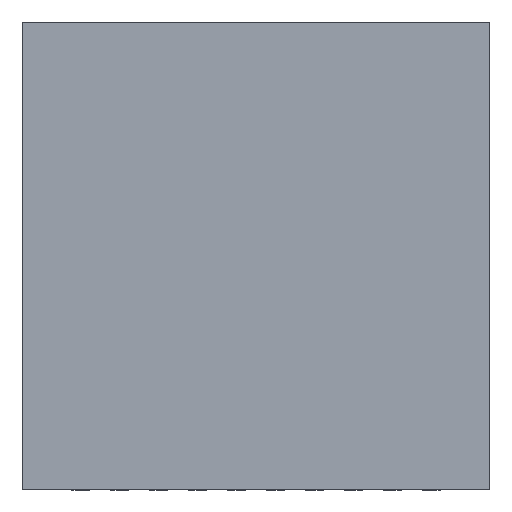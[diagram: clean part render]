
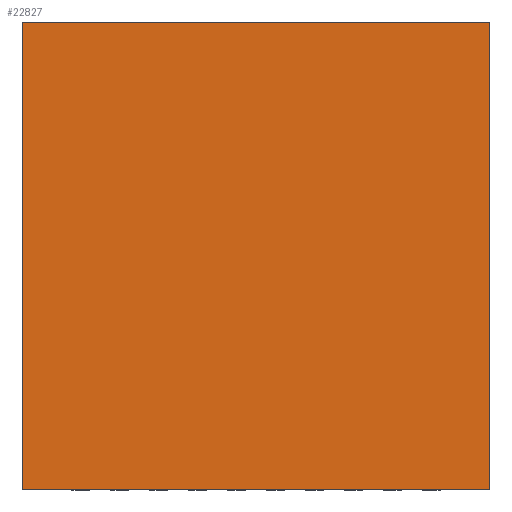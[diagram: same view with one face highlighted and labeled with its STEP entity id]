
A CAD part, top view. The second image highlights one B-rep face of the part: STEP entity #22827.
In plain terms, the highlighted face is planar.
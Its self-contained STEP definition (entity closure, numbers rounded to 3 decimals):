
#17426=DIRECTION('',(0.,0.,1.));
#17427=VECTOR('',#17426,6.);
#17428=CARTESIAN_POINT('',(-3.,0.975,-3.));
#17429=LINE('',#17428,#17427);
#17433=DIRECTION('',(-1.,0.,0.));
#17434=VECTOR('',#17433,6.);
#17435=CARTESIAN_POINT('',(3.,0.975,-3.));
#17436=LINE('',#17435,#17434);
#17440=DIRECTION('',(0.,0.,-1.));
#17441=VECTOR('',#17440,6.);
#17442=CARTESIAN_POINT('',(3.,0.975,3.));
#17443=LINE('',#17442,#17441);
#17447=DIRECTION('',(1.,0.,0.));
#17448=VECTOR('',#17447,6.);
#17449=CARTESIAN_POINT('',(-3.,0.975,3.));
#17450=LINE('',#17449,#17448);
#18974=CARTESIAN_POINT('',(-3.,0.975,-3.));
#18975=CARTESIAN_POINT('',(-3.,0.975,3.));
#18976=VERTEX_POINT('',#18974);
#18977=VERTEX_POINT('',#18975);
#18978=CARTESIAN_POINT('',(3.,0.975,3.));
#18979=VERTEX_POINT('',#18978);
#18980=CARTESIAN_POINT('',(3.,0.975,-3.));
#18981=VERTEX_POINT('',#18980);
#22816=CARTESIAN_POINT('',(0.,0.975,0.));
#22817=DIRECTION('',(0.,1.,0.));
#22818=DIRECTION('',(1.,0.,0.));
#22819=AXIS2_PLACEMENT_3D('',#22816,#22817,#22818);
#22820=PLANE('',#22819);
#22821=ORIENTED_EDGE('',*,*,#20656,.F.);
#22822=ORIENTED_EDGE('',*,*,#20839,.F.);
#22823=ORIENTED_EDGE('',*,*,#21771,.F.);
#22824=ORIENTED_EDGE('',*,*,#22639,.F.);
#22825=EDGE_LOOP('',(#22821,#22822,#22823,#22824));
#22826=FACE_OUTER_BOUND('',#22825,.F.);
#20656=EDGE_CURVE('',#18976,#18977,#17429,.T.);
#20839=EDGE_CURVE('',#18981,#18976,#17436,.T.);
#21771=EDGE_CURVE('',#18979,#18981,#17443,.T.);
#22639=EDGE_CURVE('',#18977,#18979,#17450,.T.);
#22827=ADVANCED_FACE('',(#22826),#22820,.T.);
